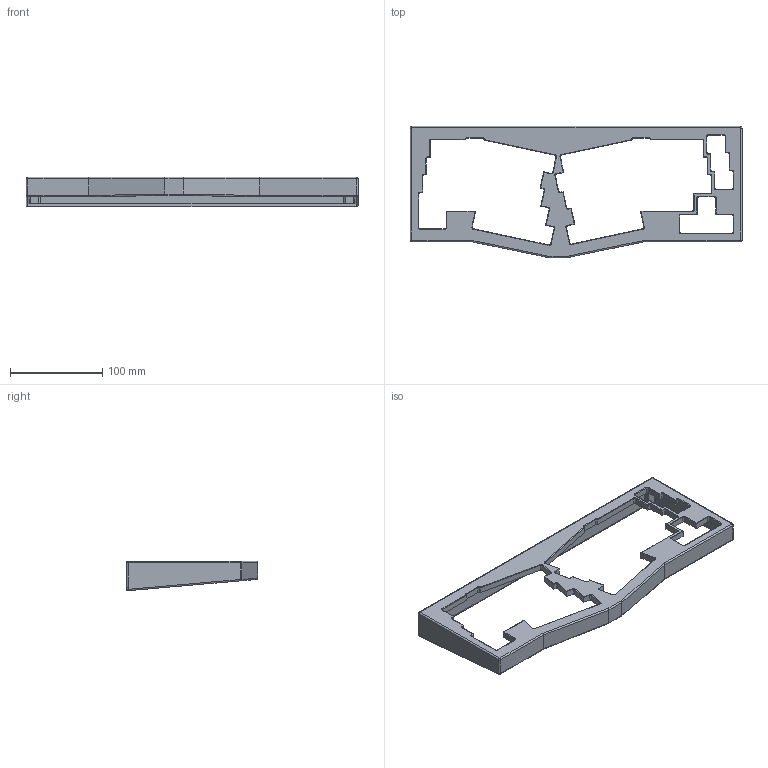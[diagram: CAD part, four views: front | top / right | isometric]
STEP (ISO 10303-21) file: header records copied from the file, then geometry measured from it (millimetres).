
FILE_DESCRIPTION( ( '' ), ' ' );
FILE_NAME( '5e91653d473d89128ec20ab3.step', '2020-04-11T06:35:42', ( '' ), ( '' ), ' ', ' ', ' ' );
FILE_SCHEMA( ( 'AUTOMOTIVE_DESIGN { 1 0 10303 214 1 1 1 1 }' ) );
Length unit declared in the file: metre
Products named in the file (1): Case
Bounding box: 359 x 142 x 31.86 mm (x, y, z)
Volume: 193298.8 mm3; surface area: 88567.7 mm2
Topology: 1 solids, 1 shells, 399 faces, 1003 edges, 579 vertices
Faces by surface type: cylinder 188, plane 107, torus 45, bspline 37, cone 12, extrusion 6, sphere 4
Full cylindrical faces by diameter (mm): 2.05 x12
Entity records: 16919 total; most frequent: CARTESIAN_POINT 4393, DIRECTION 2090, ORIENTED_EDGE 1854, EDGE_CURVE 927, AXIS2_PLACEMENT_3D 800, VERTEX_POINT 567, VECTOR 490, LINE 484
